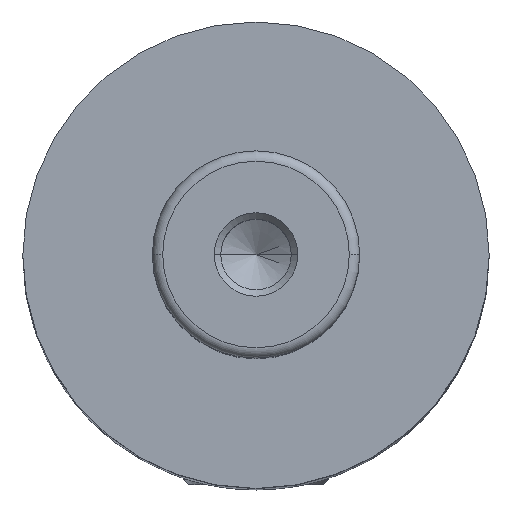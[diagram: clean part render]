
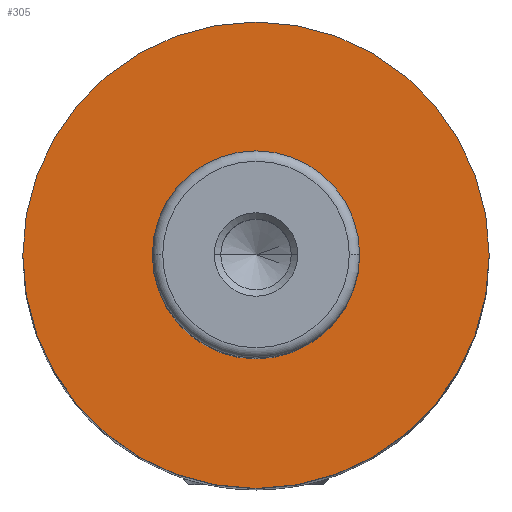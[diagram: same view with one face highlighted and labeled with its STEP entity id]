
A CAD part, top view. The second image highlights one B-rep face of the part: STEP entity #305.
In plain terms, the highlighted planar face has unit normal (0, 0, 1).
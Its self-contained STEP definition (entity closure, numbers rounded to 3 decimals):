
#23 = DIRECTION ( 'NONE',  ( -1., 0., 0. ) ) ;
#78 = EDGE_CURVE ( 'NONE', #761, #1340, #1508, .T. ) ;
#182 = CIRCLE ( 'NONE', #392, 22.5 ) ;
#204 = CIRCLE ( 'NONE', #1515, 22.5 ) ;
#214 = CARTESIAN_POINT ( 'NONE',  ( 0., 0., 86. ) ) ;
#280 = DIRECTION ( 'NONE',  ( 0., 0., -1. ) ) ;
#305 = ADVANCED_FACE ( 'NONE', ( #1259, #608 ), #314, .T. ) ;
#306 = EDGE_LOOP ( 'NONE', ( #1304, #805 ) ) ;
#314 = PLANE ( 'NONE',  #777 ) ;
#317 = DIRECTION ( 'NONE',  ( 0., 0., -1. ) ) ;
#319 = DIRECTION ( 'NONE',  ( 1., 0., 0. ) ) ;
#392 = AXIS2_PLACEMENT_3D ( 'NONE', #214, #317, #1551 ) ;
#510 = CARTESIAN_POINT ( 'NONE',  ( -10., 0., 86. ) ) ;
#549 = EDGE_CURVE ( 'NONE', #1001, #1061, #182, .T. ) ;
#608 = FACE_OUTER_BOUND ( 'NONE', #306, .T. ) ;
#631 = AXIS2_PLACEMENT_3D ( 'NONE', #1553, #779, #1675 ) ;
#704 = ORIENTED_EDGE ( 'NONE', *, *, #1450, .T. ) ;
#745 = EDGE_LOOP ( 'NONE', ( #704, #1470 ) ) ;
#761 = VERTEX_POINT ( 'NONE', #1071 ) ;
#767 = CARTESIAN_POINT ( 'NONE',  ( -22.5, 0., 86. ) ) ;
#777 = AXIS2_PLACEMENT_3D ( 'NONE', #838, #1105, #319 ) ;
#779 = DIRECTION ( 'NONE',  ( 0., 0., -1. ) ) ;
#800 = DIRECTION ( 'NONE',  ( 0., 0., -1. ) ) ;
#805 = ORIENTED_EDGE ( 'NONE', *, *, #549, .F. ) ;
#838 = CARTESIAN_POINT ( 'NONE',  ( -10., 0., 86. ) ) ;
#1001 = VERTEX_POINT ( 'NONE', #1524 ) ;
#1061 = VERTEX_POINT ( 'NONE', #767 ) ;
#1065 = CARTESIAN_POINT ( 'NONE',  ( 0., 0., 86. ) ) ;
#1071 = CARTESIAN_POINT ( 'NONE',  ( 10., 0., 86. ) ) ;
#1105 = DIRECTION ( 'NONE',  ( 0., 0., 1. ) ) ;
#1193 = DIRECTION ( 'NONE',  ( -1., 0., 0. ) ) ;
#1241 = CIRCLE ( 'NONE', #1427, 10. ) ;
#1259 = FACE_BOUND ( 'NONE', #745, .T. ) ;
#1304 = ORIENTED_EDGE ( 'NONE', *, *, #1457, .F. ) ;
#1340 = VERTEX_POINT ( 'NONE', #510 ) ;
#1427 = AXIS2_PLACEMENT_3D ( 'NONE', #1576, #800, #23 ) ;
#1450 = EDGE_CURVE ( 'NONE', #1340, #761, #1241, .T. ) ;
#1457 = EDGE_CURVE ( 'NONE', #1061, #1001, #204, .T. ) ;
#1470 = ORIENTED_EDGE ( 'NONE', *, *, #78, .T. ) ;
#1508 = CIRCLE ( 'NONE', #631, 10. ) ;
#1515 = AXIS2_PLACEMENT_3D ( 'NONE', #1065, #280, #1193 ) ;
#1524 = CARTESIAN_POINT ( 'NONE',  ( 22.5, 0., 86. ) ) ;
#1551 = DIRECTION ( 'NONE',  ( -1., 0., 0. ) ) ;
#1553 = CARTESIAN_POINT ( 'NONE',  ( 0., 0., 86. ) ) ;
#1576 = CARTESIAN_POINT ( 'NONE',  ( 0., 0., 86. ) ) ;
#1675 = DIRECTION ( 'NONE',  ( -1., 0., 0. ) ) ;
